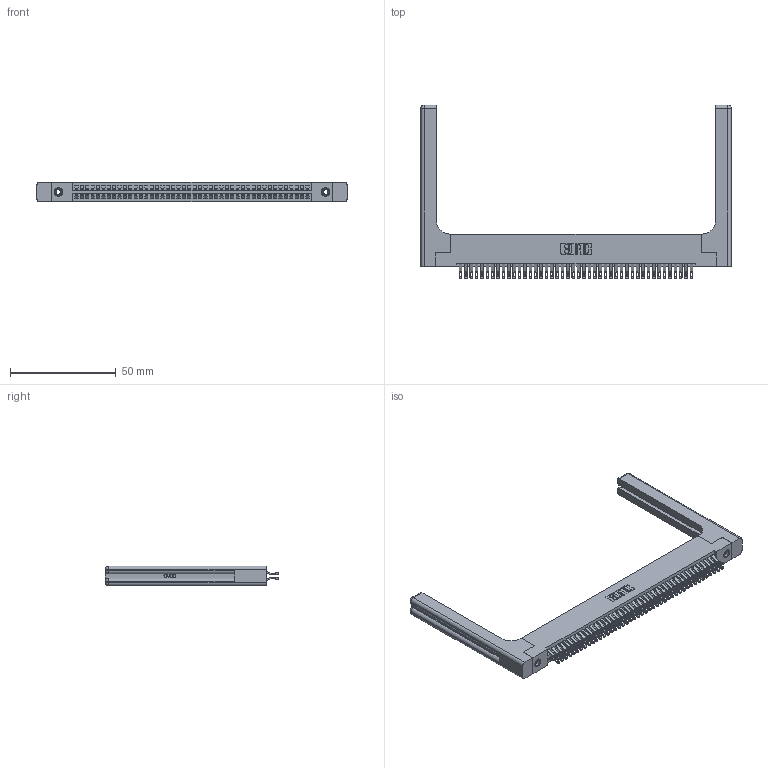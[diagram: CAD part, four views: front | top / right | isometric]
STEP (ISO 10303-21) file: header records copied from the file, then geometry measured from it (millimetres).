
FILE_DESCRIPTION (( 'STEP AP203' ), '1' );
FILE_NAME ('345-088-555-258.STEP', '2019-11-01T13:19:17', ( '' ), ( '' ), 'SwSTEP 2.0', 'SolidWorks 2016', '' );
FILE_SCHEMA (( 'CONFIG_CONTROL_DESIGN' ));
Length unit declared in the file: inch
Products named in the file (5): 345-250-001_345-250-001-102; 345-088-555-258; 345 Part_Flush Mounting Lugs - 0.156 Dia-TH; 345-292-001_555 Tail; 345-220-058_345-220-058
Assembly tree (93 placements, depth 2):
  345-088-555-258
    345 Part_Flush Mounting Lugs - 0.156 Dia-TH
    345-292-001_555 Tail  x88
    345-250-001_345-250-001-102  x2
    345-220-058_345-220-058  x2
Bounding box: 146.79 x 82.09 x 9.4 mm (x, y, z)
Volume: 23007.9 mm3; surface area: 27467.3 mm2
Topology: 93 solids, 93 shells, 5310 faces, 16583 edges, 11034 vertices
Faces by surface type: plane 2956, cylinder 2294, bspline 36, cone 12, sphere 8, torus 4
Entity records: 39762 total; most frequent: CARTESIAN_POINT 7691, ORIENTED_EDGE 6392, DIRECTION 5680, EDGE_CURVE 3196, VECTOR 2776, LINE 2776, VERTEX_POINT 2122, AXIS2_PLACEMENT_3D 1452
